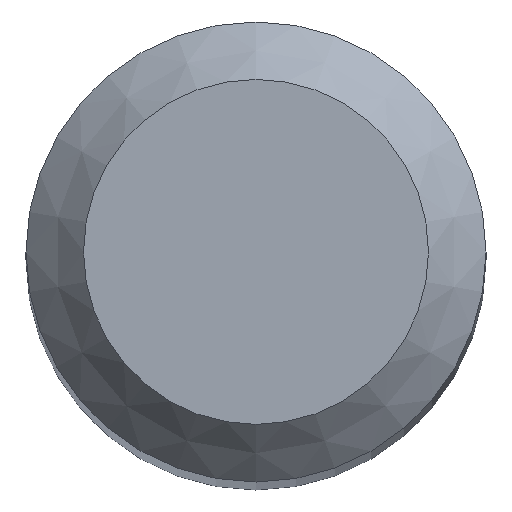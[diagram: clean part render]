
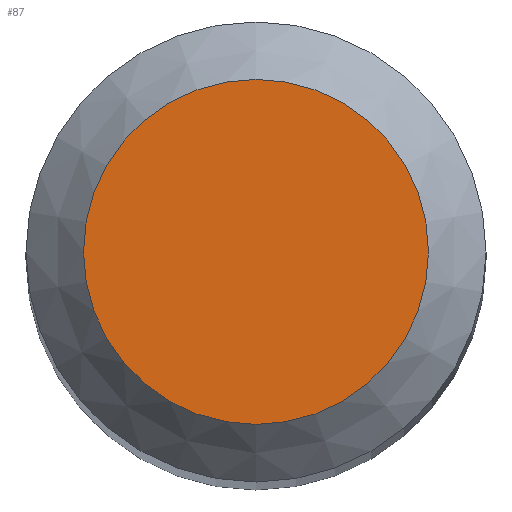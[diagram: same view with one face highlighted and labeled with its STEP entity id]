
A CAD part, top view. The second image highlights one B-rep face of the part: STEP entity #87.
In plain terms, the highlighted planar face has unit normal (0, 0, 1).
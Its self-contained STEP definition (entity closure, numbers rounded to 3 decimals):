
#7 = PLANE ( 'NONE',  #31 ) ;
#13 = VERTEX_POINT ( 'NONE', #37 ) ;
#27 = DIRECTION ( 'NONE',  ( 0., 0., -1. ) ) ;
#31 = AXIS2_PLACEMENT_3D ( 'NONE', #233, #27, #66 ) ;
#37 = CARTESIAN_POINT ( 'NONE',  ( 0., 1.5, 62. ) ) ;
#51 = AXIS2_PLACEMENT_3D ( 'NONE', #85, #107, #190 ) ;
#66 = DIRECTION ( 'NONE',  ( 0., 1., 0. ) ) ;
#85 = CARTESIAN_POINT ( 'NONE',  ( 0., 0., 62. ) ) ;
#87 = ADVANCED_FACE ( 'NONE', ( #176 ), #7, .F. ) ;
#107 = DIRECTION ( 'NONE',  ( 0., 0., -1. ) ) ;
#127 = ORIENTED_EDGE ( 'NONE', *, *, #157, .F. ) ;
#157 = EDGE_CURVE ( 'NONE', #13, #13, #193, .T. ) ;
#176 = FACE_OUTER_BOUND ( 'NONE', #240, .T. ) ;
#190 = DIRECTION ( 'NONE',  ( 0., 1., 0. ) ) ;
#193 = CIRCLE ( 'NONE', #51, 1.5 ) ;
#233 = CARTESIAN_POINT ( 'NONE',  ( 0., 0., 62. ) ) ;
#240 = EDGE_LOOP ( 'NONE', ( #127 ) ) ;
